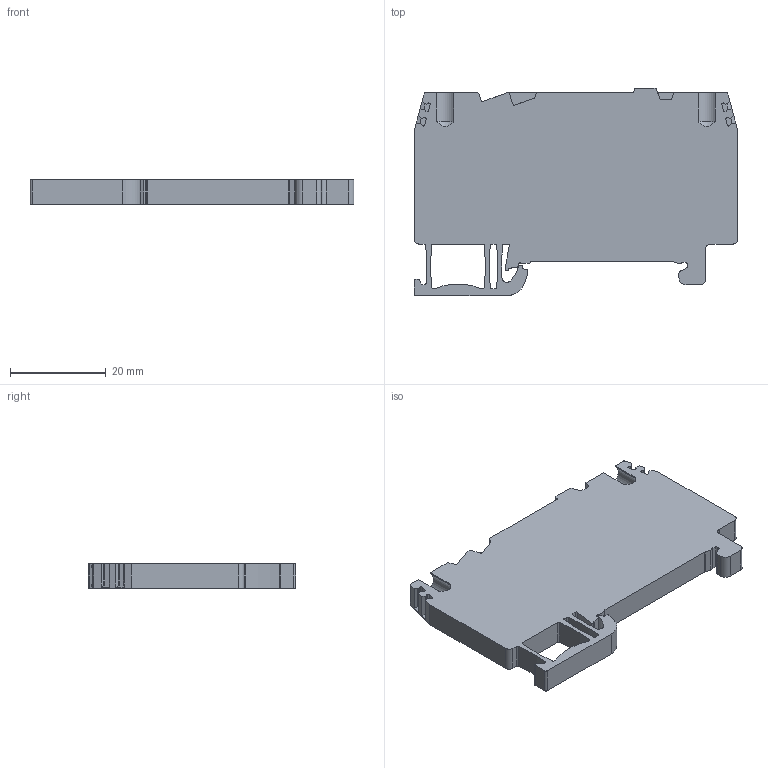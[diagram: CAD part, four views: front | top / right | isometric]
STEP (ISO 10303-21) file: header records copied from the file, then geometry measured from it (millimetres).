
FILE_DESCRIPTION(/* description */ (''),/* implementation_level */ '2;1');
FILE_NAME(/* name */ '3257_FTRK25_2A_OT_iso.stp',/* time_stamp */ '2011-08-01T09:51:52+02:00',/* author */ (''),/* organization */ (''),/* preprocessor_version */ 'ST-DEVELOPER v11',/* originating_system */ 'SIEMENS UGS NX 6.0',/* authorisation */ '');
FILE_SCHEMA (('CONFIG_CONTROL_DESIGN'));
Length unit declared in the file: millimetre
Products named in the file (1): 3257_FTRK25_2A_OT_iso
Bounding box: 67.5 x 43.3 x 5.1 mm (x, y, z)
Volume: 11324.7 mm3; surface area: 7022 mm2
Topology: 1 solids, 1 shells, 308 faces, 890 edges, 582 vertices
Faces by surface type: plane 162, cylinder 116, bspline 26, cone 2, torus 2
Entity records: 12894 total; most frequent: CARTESIAN_POINT 4741, ORIENTED_EDGE 1782, DIRECTION 1602, EDGE_CURVE 891, VERTEX_POINT 590, LINE 572, VECTOR 572, AXIS2_PLACEMENT_3D 515
